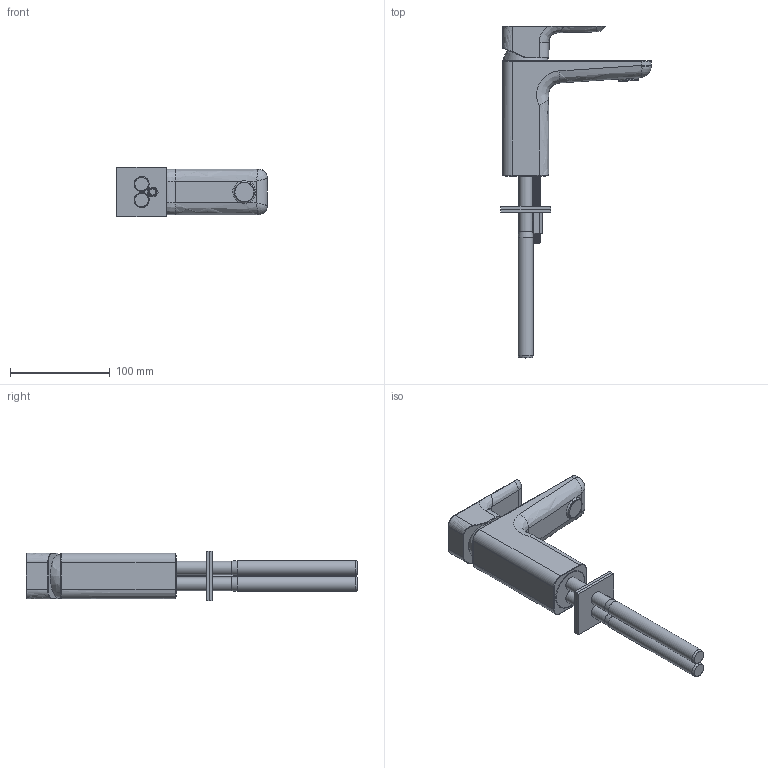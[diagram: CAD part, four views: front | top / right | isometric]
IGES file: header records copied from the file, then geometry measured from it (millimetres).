
Global section: file name: 102021; native system: AutoCAD 2016 - English; preprocessor: Autodesk Translation Framework DWG producer (atf_dwg_producer); organization: unknown; date: 20180528.183005; units: millimetre
Bounding box: 151 x 332.5 x 50 mm (x, y, z)
Volume: 481338.6 mm3; surface area: 89368.7 mm2
Topology: 11 solids, 11 shells, 361 faces, 1002 edges, 657 vertices
Faces by surface type: bspline 361
